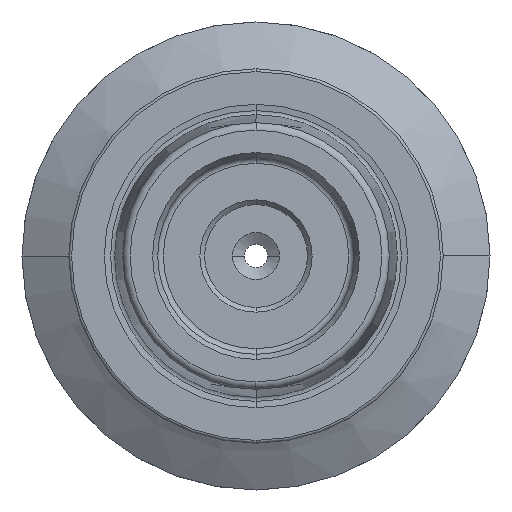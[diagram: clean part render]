
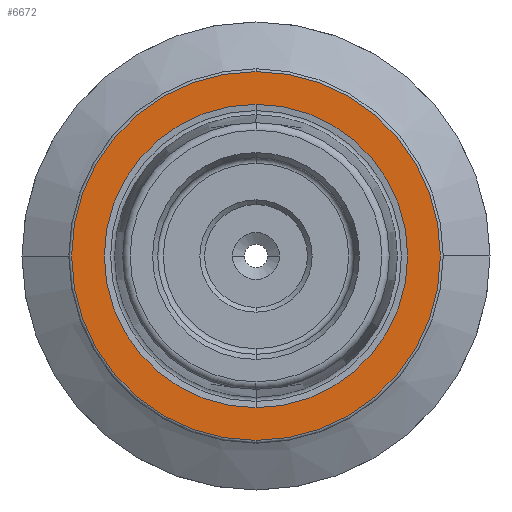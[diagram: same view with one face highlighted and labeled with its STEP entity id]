
A CAD part, left-side view. The second image highlights one B-rep face of the part: STEP entity #6672.
In plain terms, the highlighted planar face has unit normal (-1, 0, 0).
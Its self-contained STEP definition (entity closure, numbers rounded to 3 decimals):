
#2098 = AXIS2_PLACEMENT_3D ( 'NONE', #6451, #6351, #6480 ) ;
#4199 = CARTESIAN_POINT ( 'NONE',  ( 0., 0., -19.7 ) ) ;
#4201 = CARTESIAN_POINT ( 'NONE',  ( 0., 0., 19.7 ) ) ;
#4205 = CARTESIAN_POINT ( 'NONE',  ( 0., 0., 16.207 ) ) ;
#4215 = CARTESIAN_POINT ( 'NONE',  ( 0., 0., -16.207 ) ) ;
#5629 = CARTESIAN_POINT ( 'NONE',  ( 0., 0., 0. ) ) ;
#5630 = DIRECTION ( 'NONE',  ( -1., 0., 0. ) ) ;
#5631 = DIRECTION ( 'NONE',  ( 0., 0., 1. ) ) ;
#5632 = CARTESIAN_POINT ( 'NONE',  ( 0., 0., 0. ) ) ;
#5633 = DIRECTION ( 'NONE',  ( -1., 0., 0. ) ) ;
#5634 = DIRECTION ( 'NONE',  ( 0., 0., 1. ) ) ;
#6351 = DIRECTION ( 'NONE',  ( 1., 0., 0. ) ) ;
#6451 = CARTESIAN_POINT ( 'NONE',  ( 0., 19.7, 0. ) ) ;
#6461 = FACE_BOUND ( 'NONE', #7559, .T. ) ;
#6464 = FACE_OUTER_BOUND ( 'NONE', #7566, .T. ) ;
#6479 = PLANE ( 'NONE',  #2098 ) ;
#6480 = DIRECTION ( 'NONE',  ( 0., 0., -1. ) ) ;
#6672 = ADVANCED_FACE ( 'NONE', ( #6461, #6464 ), #6479, .F. ) ;
#7559 = EDGE_LOOP ( 'NONE', ( #11731, #11730 ) ) ;
#7566 = EDGE_LOOP ( 'NONE', ( #11729, #11728 ) ) ;
#9153 = CARTESIAN_POINT ( 'NONE',  ( 0., 0., 0. ) ) ;
#9154 = DIRECTION ( 'NONE',  ( -1., 0., 0. ) ) ;
#9155 = DIRECTION ( 'NONE',  ( 0., 0., 1. ) ) ;
#9164 = CARTESIAN_POINT ( 'NONE',  ( 0., 0., 0. ) ) ;
#9165 = DIRECTION ( 'NONE',  ( -1., 0., 0. ) ) ;
#9166 = DIRECTION ( 'NONE',  ( 0., 0., 1. ) ) ;
#10299 = CIRCLE ( 'NONE', #10302, 19.7 ) ;
#10301 = CIRCLE ( 'NONE', #10304, 16.207 ) ;
#10302 = AXIS2_PLACEMENT_3D ( 'NONE', #5629, #5630, #5631 ) ;
#10304 = AXIS2_PLACEMENT_3D ( 'NONE', #5632, #5633, #5634 ) ;
#11113 = EDGE_CURVE ( 'NONE', #12486, #12481, #12665, .T. ) ;
#11117 = EDGE_CURVE ( 'NONE', #12479, #12478, #12673, .T. ) ;
#11728 = ORIENTED_EDGE ( 'NONE', *, *, #12877, .T. ) ;
#11729 = ORIENTED_EDGE ( 'NONE', *, *, #11117, .T. ) ;
#11730 = ORIENTED_EDGE ( 'NONE', *, *, #11113, .F. ) ;
#11731 = ORIENTED_EDGE ( 'NONE', *, *, #12878, .F. ) ;
#12478 = VERTEX_POINT ( 'NONE', #4199 ) ;
#12479 = VERTEX_POINT ( 'NONE', #4201 ) ;
#12481 = VERTEX_POINT ( 'NONE', #4205 ) ;
#12486 = VERTEX_POINT ( 'NONE', #4215 ) ;
#12665 = CIRCLE ( 'NONE', #12669, 16.207 ) ;
#12669 = AXIS2_PLACEMENT_3D ( 'NONE', #9153, #9154, #9155 ) ;
#12673 = CIRCLE ( 'NONE', #12676, 19.7 ) ;
#12676 = AXIS2_PLACEMENT_3D ( 'NONE', #9164, #9165, #9166 ) ;
#12877 = EDGE_CURVE ( 'NONE', #12478, #12479, #10299, .T. ) ;
#12878 = EDGE_CURVE ( 'NONE', #12481, #12486, #10301, .T. ) ;
